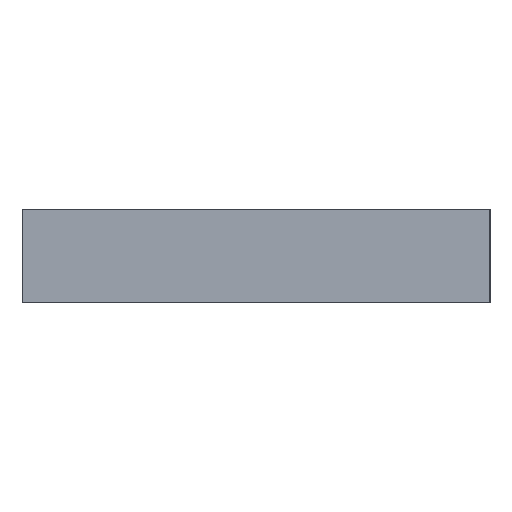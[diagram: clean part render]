
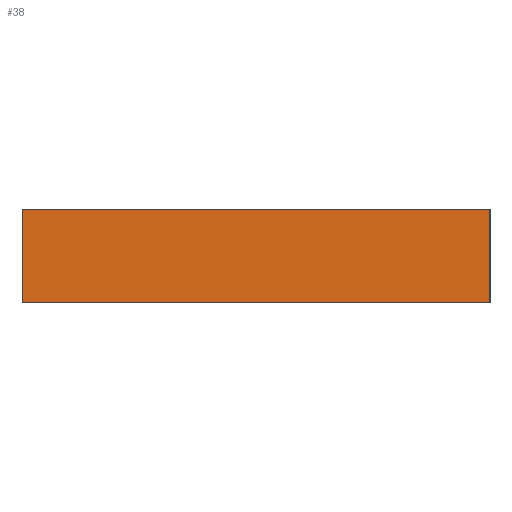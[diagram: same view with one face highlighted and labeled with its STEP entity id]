
A CAD part, left-side view. The second image highlights one B-rep face of the part: STEP entity #38.
In plain terms, the highlighted planar face has unit normal (-1, 0, 0).
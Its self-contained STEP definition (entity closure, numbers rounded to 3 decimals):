
#38 = ADVANCED_FACE( '', ( #71 ), #72, .F. );
#71 = FACE_OUTER_BOUND( '', #96, .T. );
#72 = PLANE( '', #97 );
#96 = EDGE_LOOP( '', ( #135, #136, #137, #138 ) );
#97 = AXIS2_PLACEMENT_3D( '', #139, #140, #141 );
#135 = ORIENTED_EDGE( '', *, *, #154, .T. );
#136 = ORIENTED_EDGE( '', *, *, #164, .F. );
#137 = ORIENTED_EDGE( '', *, *, #166, .F. );
#138 = ORIENTED_EDGE( '', *, *, #160, .T. );
#139 = CARTESIAN_POINT( '', ( 0., 30., 6. ) );
#140 = DIRECTION( '', ( 1., 0., 0. ) );
#141 = DIRECTION( '', ( 0., 0., -1. ) );
#154 = EDGE_CURVE( '', #170, #174, #176, .T. );
#160 = EDGE_CURVE( '', #184, #170, #185, .T. );
#164 = EDGE_CURVE( '', #188, #174, #190, .T. );
#166 = EDGE_CURVE( '', #184, #188, #192, .T. );
#170 = VERTEX_POINT( '', #196 );
#174 = VERTEX_POINT( '', #202 );
#176 = LINE( '', #205, #206 );
#184 = VERTEX_POINT( '', #217 );
#185 = LINE( '', #218, #219 );
#188 = VERTEX_POINT( '', #223 );
#190 = LINE( '', #226, #227 );
#192 = LINE( '', #229, #230 );
#196 = CARTESIAN_POINT( '', ( 0., 30., 0. ) );
#202 = CARTESIAN_POINT( '', ( 0., 0., 0. ) );
#205 = CARTESIAN_POINT( '', ( 0., 30., 0. ) );
#206 = VECTOR( '', #235, 1000. );
#217 = CARTESIAN_POINT( '', ( 0., 30., 6. ) );
#218 = CARTESIAN_POINT( '', ( 0., 30., 6. ) );
#219 = VECTOR( '', #239, 1000. );
#223 = CARTESIAN_POINT( '', ( 0., 0., 6. ) );
#226 = CARTESIAN_POINT( '', ( 0., 0., 6. ) );
#227 = VECTOR( '', #242, 1000. );
#229 = CARTESIAN_POINT( '', ( 0., 30., 6. ) );
#230 = VECTOR( '', #243, 1000. );
#235 = DIRECTION( '', ( 0., -1., 0. ) );
#239 = DIRECTION( '', ( 0., 0., -1. ) );
#242 = DIRECTION( '', ( 0., 0., -1. ) );
#243 = DIRECTION( '', ( 0., -1., 0. ) );
